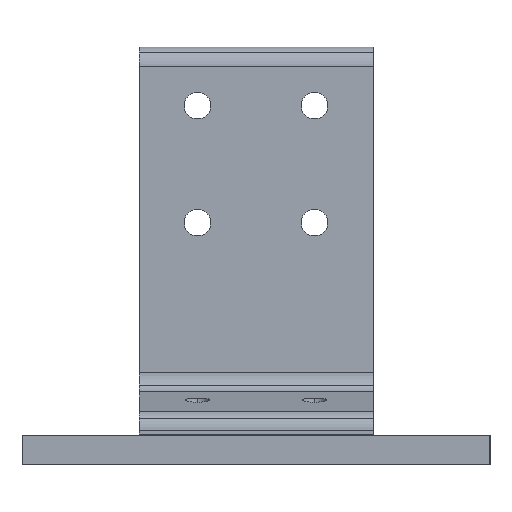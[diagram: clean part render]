
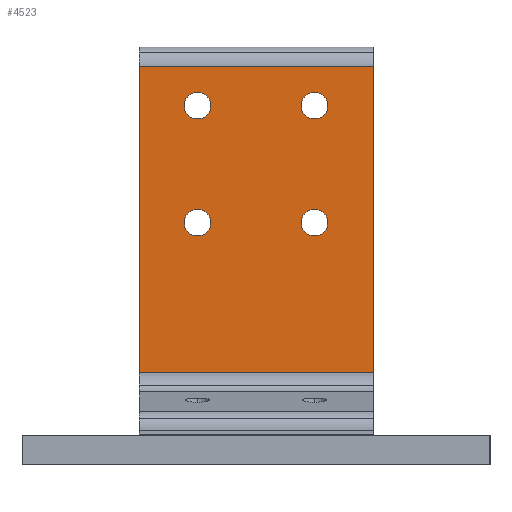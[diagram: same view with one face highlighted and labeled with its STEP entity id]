
A CAD part, left-side view. The second image highlights one B-rep face of the part: STEP entity #4523.
In plain terms, the highlighted planar face has unit normal (-1, 0, 0).
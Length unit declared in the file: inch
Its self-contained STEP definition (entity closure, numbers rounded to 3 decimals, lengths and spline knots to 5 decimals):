
#3756=CARTESIAN_POINT('',(-0.25,0.0,1.20108));
#3757=VERTEX_POINT('',#3756);
#3765=CARTESIAN_POINT('',(-0.25,3.,1.20108));
#3766=VERTEX_POINT('',#3765);
#3767=CARTESIAN_POINT('',(-0.25,0.0,1.20108));
#3768=DIRECTION('',(0.0,1.0,0.0));
#3769=VECTOR('',#3768,3.);
#3770=LINE('',#3767,#3769);
#3771=EDGE_CURVE('',#3757,#3766,#3770,.T.);
#3788=CARTESIAN_POINT('',(-0.25,0.921,4.625));
#3789=VERTEX_POINT('',#3788);
#3798=CARTESIAN_POINT('',(-0.25,0.579,4.625));
#3799=VERTEX_POINT('',#3798);
#3800=CARTESIAN_POINT('',(-0.25,0.75,4.625));
#3801=DIRECTION('',(1.0,0.0,0.0));
#3802=DIRECTION('',(0.0,1.0,0.0));
#3803=AXIS2_PLACEMENT_3D('',#3800,#3801,#3802);
#3804=CIRCLE('',#3803,0.171);
#3805=EDGE_CURVE('',#3799,#3789,#3804,.T.);
#3830=CARTESIAN_POINT('',(-0.25,2.421,4.625));
#3831=VERTEX_POINT('',#3830);
#3840=CARTESIAN_POINT('',(-0.25,2.079,4.625));
#3841=VERTEX_POINT('',#3840);
#3842=CARTESIAN_POINT('',(-0.25,2.25,4.625));
#3843=DIRECTION('',(1.0,0.0,0.0));
#3844=DIRECTION('',(0.0,1.0,0.0));
#3845=AXIS2_PLACEMENT_3D('',#3842,#3843,#3844);
#3846=CIRCLE('',#3845,0.171);
#3847=EDGE_CURVE('',#3841,#3831,#3846,.T.);
#3872=CARTESIAN_POINT('',(-0.25,2.421,3.125));
#3873=VERTEX_POINT('',#3872);
#3882=CARTESIAN_POINT('',(-0.25,2.079,3.125));
#3883=VERTEX_POINT('',#3882);
#3884=CARTESIAN_POINT('',(-0.25,2.25,3.125));
#3885=DIRECTION('',(1.0,0.0,0.0));
#3886=DIRECTION('',(0.0,1.0,0.0));
#3887=AXIS2_PLACEMENT_3D('',#3884,#3885,#3886);
#3888=CIRCLE('',#3887,0.171);
#3889=EDGE_CURVE('',#3883,#3873,#3888,.T.);
#3914=CARTESIAN_POINT('',(-0.25,0.921,3.125));
#3915=VERTEX_POINT('',#3914);
#3924=CARTESIAN_POINT('',(-0.25,0.579,3.125));
#3925=VERTEX_POINT('',#3924);
#3926=CARTESIAN_POINT('',(-0.25,0.75,3.125));
#3927=DIRECTION('',(1.0,0.0,0.0));
#3928=DIRECTION('',(0.0,1.0,0.0));
#3929=AXIS2_PLACEMENT_3D('',#3926,#3927,#3928);
#3930=CIRCLE('',#3929,0.171);
#3931=EDGE_CURVE('',#3925,#3915,#3930,.T.);
#4165=CARTESIAN_POINT('',(-0.25,0.75,3.125));
#4166=DIRECTION('',(1.0,0.0,0.0));
#4167=DIRECTION('',(0.0,1.0,0.0));
#4168=AXIS2_PLACEMENT_3D('',#4165,#4166,#4167);
#4169=CIRCLE('',#4168,0.171);
#4170=EDGE_CURVE('',#3915,#3925,#4169,.T.);
#4189=CARTESIAN_POINT('',(-0.25,2.25,3.125));
#4190=DIRECTION('',(1.0,0.0,0.0));
#4191=DIRECTION('',(0.0,1.0,0.0));
#4192=AXIS2_PLACEMENT_3D('',#4189,#4190,#4191);
#4193=CIRCLE('',#4192,0.171);
#4194=EDGE_CURVE('',#3873,#3883,#4193,.T.);
#4213=CARTESIAN_POINT('',(-0.25,2.25,4.625));
#4214=DIRECTION('',(1.0,0.0,0.0));
#4215=DIRECTION('',(0.0,1.0,0.0));
#4216=AXIS2_PLACEMENT_3D('',#4213,#4214,#4215);
#4217=CIRCLE('',#4216,0.171);
#4218=EDGE_CURVE('',#3831,#3841,#4217,.T.);
#4237=CARTESIAN_POINT('',(-0.25,0.75,4.625));
#4238=DIRECTION('',(1.0,0.0,0.0));
#4239=DIRECTION('',(0.0,1.0,0.0));
#4240=AXIS2_PLACEMENT_3D('',#4237,#4238,#4239);
#4241=CIRCLE('',#4240,0.171);
#4242=EDGE_CURVE('',#3789,#3799,#4241,.T.);
#4459=CARTESIAN_POINT('',(-0.25,3.,5.125));
#4460=VERTEX_POINT('',#4459);
#4468=CARTESIAN_POINT('',(-0.25,0.0,5.125));
#4469=VERTEX_POINT('',#4468);
#4470=CARTESIAN_POINT('',(-0.25,0.0,5.125));
#4471=DIRECTION('',(0.0,1.0,0.0));
#4472=VECTOR('',#4471,3.);
#4473=LINE('',#4470,#4472);
#4474=EDGE_CURVE('',#4469,#4460,#4473,.T.);
#4486=CARTESIAN_POINT('',(-0.25,-0.15,1.00488));
#4487=DIRECTION('',(-1.0,0.0,0.0));
#4488=DIRECTION('',(0.0,0.0,1.0));
#4489=AXIS2_PLACEMENT_3D('',#4486,#4487,#4488);
#4490=PLANE('',#4489);
#4491=CARTESIAN_POINT('',(-0.25,3.,5.125));
#4492=DIRECTION('',(0.0,0.0,-1.0));
#4493=VECTOR('',#4492,3.92392);
#4494=LINE('',#4491,#4493);
#4495=EDGE_CURVE('',#4460,#3766,#4494,.T.);
#4496=ORIENTED_EDGE('',*,*,#4495,.T.);
#4497=ORIENTED_EDGE('',*,*,#3771,.F.);
#4498=CARTESIAN_POINT('',(-0.25,0.0,1.20108));
#4499=DIRECTION('',(0.0,0.0,1.0));
#4500=VECTOR('',#4499,3.92392);
#4501=LINE('',#4498,#4500);
#4502=EDGE_CURVE('',#3757,#4469,#4501,.T.);
#4503=ORIENTED_EDGE('',*,*,#4502,.T.);
#4504=ORIENTED_EDGE('',*,*,#4474,.T.);
#4505=EDGE_LOOP('',(#4496,#4497,#4503,#4504));
#4506=FACE_OUTER_BOUND('',#4505,.T.);
#4507=ORIENTED_EDGE('',*,*,#4170,.T.);
#4508=ORIENTED_EDGE('',*,*,#3931,.T.);
#4509=EDGE_LOOP('',(#4507,#4508));
#4510=FACE_BOUND('',#4509,.T.);
#4511=ORIENTED_EDGE('',*,*,#4194,.T.);
#4512=ORIENTED_EDGE('',*,*,#3889,.T.);
#4513=EDGE_LOOP('',(#4511,#4512));
#4514=FACE_BOUND('',#4513,.T.);
#4515=ORIENTED_EDGE('',*,*,#4218,.T.);
#4516=ORIENTED_EDGE('',*,*,#3847,.T.);
#4517=EDGE_LOOP('',(#4515,#4516));
#4518=FACE_BOUND('',#4517,.T.);
#4519=ORIENTED_EDGE('',*,*,#4242,.T.);
#4520=ORIENTED_EDGE('',*,*,#3805,.T.);
#4521=EDGE_LOOP('',(#4519,#4520));
#4522=FACE_BOUND('',#4521,.T.);
#4523=ADVANCED_FACE('',(#4506,#4510,#4514,#4518,#4522),#4490,.T.);
